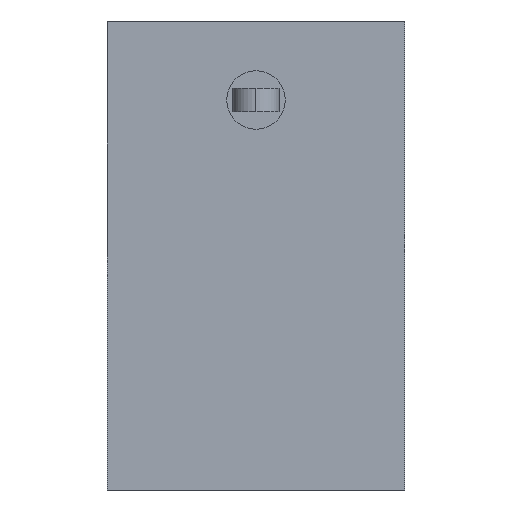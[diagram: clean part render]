
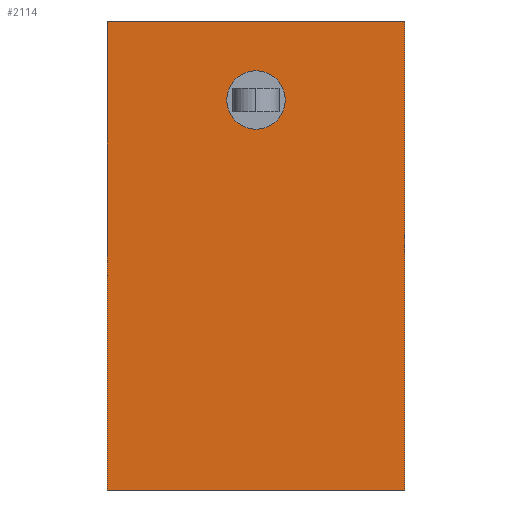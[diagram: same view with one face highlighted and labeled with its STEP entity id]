
A CAD part, front view. The second image highlights one B-rep face of the part: STEP entity #2114.
In plain terms, the highlighted planar face has unit normal (0, -1, 0).
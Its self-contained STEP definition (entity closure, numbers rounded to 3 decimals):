
#68 = DIRECTION ( 'NONE',  ( 0., 0., -1. ) ) ;
#136 = VERTEX_POINT ( 'NONE', #260 ) ;
#140 = VECTOR ( 'NONE', #2381, 1000. ) ;
#184 = CIRCLE ( 'NONE', #1991, 0.75 ) ;
#226 = EDGE_CURVE ( 'NONE', #695, #1646, #1470, .T. ) ;
#231 = DIRECTION ( 'NONE',  ( 0., 0., -1. ) ) ;
#248 = CARTESIAN_POINT ( 'NONE',  ( 3.81, 0., 6. ) ) ;
#260 = CARTESIAN_POINT ( 'NONE',  ( 3.81, 0., 6. ) ) ;
#299 = CARTESIAN_POINT ( 'NONE',  ( 0., 0., 4. ) ) ;
#344 = ORIENTED_EDGE ( 'NONE', *, *, #2728, .F. ) ;
#371 = ORIENTED_EDGE ( 'NONE', *, *, #2203, .F. ) ;
#488 = DIRECTION ( 'NONE',  ( 0., 0., -1. ) ) ;
#489 = EDGE_LOOP ( 'NONE', ( #2409, #1799 ) ) ;
#569 = CARTESIAN_POINT ( 'NONE',  ( -3.81, 0., 6. ) ) ;
#585 = PLANE ( 'NONE',  #1690 ) ;
#644 = VECTOR ( 'NONE', #796, 1000. ) ;
#655 = EDGE_CURVE ( 'NONE', #894, #735, #750, .T. ) ;
#695 = VERTEX_POINT ( 'NONE', #979 ) ;
#735 = VERTEX_POINT ( 'NONE', #1072 ) ;
#741 = VERTEX_POINT ( 'NONE', #2741 ) ;
#750 = LINE ( 'NONE', #1618, #2345 ) ;
#796 = DIRECTION ( 'NONE',  ( 1., 0., 0. ) ) ;
#894 = VERTEX_POINT ( 'NONE', #2377 ) ;
#979 = CARTESIAN_POINT ( 'NONE',  ( 0., 0., 4.75 ) ) ;
#1072 = CARTESIAN_POINT ( 'NONE',  ( -3.81, 0., -6. ) ) ;
#1143 = DIRECTION ( 'NONE',  ( 0., -1., 0. ) ) ;
#1211 = CARTESIAN_POINT ( 'NONE',  ( 0., 0., 0. ) ) ;
#1243 = EDGE_CURVE ( 'NONE', #136, #894, #2167, .T. ) ;
#1403 = AXIS2_PLACEMENT_3D ( 'NONE', #299, #1143, #68 ) ;
#1438 = DIRECTION ( 'NONE',  ( 0., 0., -1. ) ) ;
#1470 = CIRCLE ( 'NONE', #1403, 0.75 ) ;
#1572 = CARTESIAN_POINT ( 'NONE',  ( 0., 0., 3.25 ) ) ;
#1606 = EDGE_CURVE ( 'NONE', #1646, #695, #184, .T. ) ;
#1607 = DIRECTION ( 'NONE',  ( -1., 0., 0. ) ) ;
#1618 = CARTESIAN_POINT ( 'NONE',  ( -3.81, 0., -6. ) ) ;
#1637 = LINE ( 'NONE', #569, #644 ) ;
#1646 = VERTEX_POINT ( 'NONE', #1572 ) ;
#1690 = AXIS2_PLACEMENT_3D ( 'NONE', #1211, #2537, #1438 ) ;
#1713 = LINE ( 'NONE', #2565, #140 ) ;
#1780 = CARTESIAN_POINT ( 'NONE',  ( 0., 0., 4. ) ) ;
#1799 = ORIENTED_EDGE ( 'NONE', *, *, #226, .F. ) ;
#1831 = DIRECTION ( 'NONE',  ( 0., -1., 0. ) ) ;
#1991 = AXIS2_PLACEMENT_3D ( 'NONE', #1780, #1831, #488 ) ;
#2091 = ORIENTED_EDGE ( 'NONE', *, *, #1243, .F. ) ;
#2114 = ADVANCED_FACE ( 'NONE', ( #2521, #2508 ), #585, .T. ) ;
#2117 = ORIENTED_EDGE ( 'NONE', *, *, #655, .F. ) ;
#2167 = LINE ( 'NONE', #248, #2186 ) ;
#2186 = VECTOR ( 'NONE', #231, 1000. ) ;
#2203 = EDGE_CURVE ( 'NONE', #741, #136, #1637, .T. ) ;
#2345 = VECTOR ( 'NONE', #1607, 1000. ) ;
#2377 = CARTESIAN_POINT ( 'NONE',  ( 3.81, 0., -6. ) ) ;
#2381 = DIRECTION ( 'NONE',  ( 0., 0., 1. ) ) ;
#2405 = EDGE_LOOP ( 'NONE', ( #2091, #371, #344, #2117 ) ) ;
#2409 = ORIENTED_EDGE ( 'NONE', *, *, #1606, .F. ) ;
#2508 = FACE_OUTER_BOUND ( 'NONE', #2405, .T. ) ;
#2521 = FACE_BOUND ( 'NONE', #489, .T. ) ;
#2537 = DIRECTION ( 'NONE',  ( 0., -1., 0. ) ) ;
#2565 = CARTESIAN_POINT ( 'NONE',  ( -3.81, 0., 6. ) ) ;
#2728 = EDGE_CURVE ( 'NONE', #735, #741, #1713, .T. ) ;
#2741 = CARTESIAN_POINT ( 'NONE',  ( -3.81, 0., 6. ) ) ;
